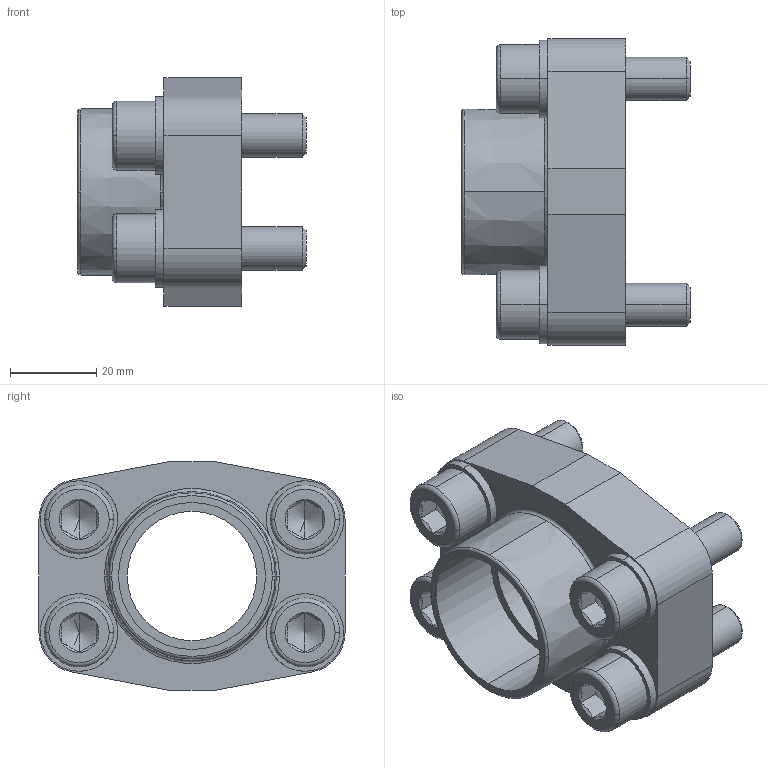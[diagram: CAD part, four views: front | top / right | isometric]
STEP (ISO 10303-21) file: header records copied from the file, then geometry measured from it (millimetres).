
FILE_DESCRIPTION(('STEP AP203'),'1');
FILE_NAME('avit_afla_25_-_3_e7xt1h8ck9pmac4siy0btfpsl.stp','2021-03-10T10:21:54',('TraceParts'),('TraceParts S.A.'),'Spatial InterOp 3D',' ',' ');
FILE_SCHEMA(('CONFIG_CONTROL_DESIGN'));
Length unit declared in the file: millimetre
Products named in the file (1): 1
Bounding box: 53 x 71 x 53 mm (x, y, z)
Volume: 67087.3 mm3; surface area: 20740.4 mm2
Topology: 1 solids, 5 shells, 158 faces, 375 edges, 233 vertices
Faces by surface type: plane 56, cylinder 48, cone 42, torus 12
Entity records: 4612 total; most frequent: CARTESIAN_POINT 999, DIRECTION 794, ORIENTED_EDGE 734, EDGE_CURVE 367, AXIS2_PLACEMENT_3D 340, VERTEX_POINT 233, EDGE_LOOP 182, CIRCLE 181
